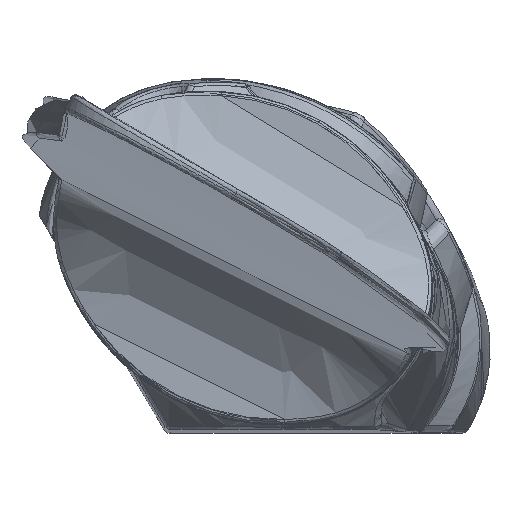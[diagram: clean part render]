
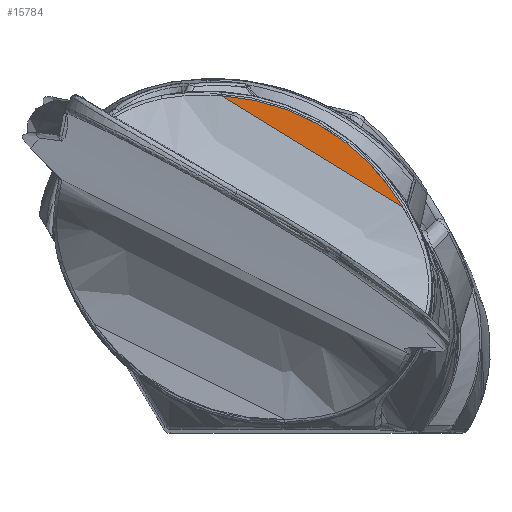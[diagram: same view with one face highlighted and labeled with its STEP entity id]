
A CAD part, top view. The second image highlights one B-rep face of the part: STEP entity #15784.
In plain terms, the highlighted face is planar.
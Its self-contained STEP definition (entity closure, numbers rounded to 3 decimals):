
#2 = VERTEX_POINT ( 'NONE', #19717 ) ;
#642 = CARTESIAN_POINT ( 'NONE',  ( 5.814, 4.349, 1. ) ) ;
#861 = FACE_OUTER_BOUND ( 'NONE', #10838, .T. ) ;
#967 = CARTESIAN_POINT ( 'NONE',  ( 1.641, -1.375, 1. ) ) ;
#1073 = DIRECTION ( 'NONE',  ( 1., 0., 0. ) ) ;
#1724 = EDGE_CURVE ( 'NONE', #9653, #2, #20607, .T. ) ;
#3066 = AXIS2_PLACEMENT_3D ( 'NONE', #11539, #8225, #21335 ) ;
#4033 = CARTESIAN_POINT ( 'NONE',  ( 5.617, -0.254, 1. ) ) ;
#4136 = CIRCLE ( 'NONE', #17858, 10.081 ) ;
#4247 = CARTESIAN_POINT ( 'NONE',  ( 5.479, -3.49, 1. ) ) ;
#4395 = ORIENTED_EDGE ( 'NONE', *, *, #16433, .T. ) ;
#5398 = CARTESIAN_POINT ( 'NONE',  ( 5.814, 4.349, 1. ) ) ;
#6913 = CIRCLE ( 'NONE', #3066, 10.081 ) ;
#7148 = DIRECTION ( 'NONE',  ( 1., 0., 0. ) ) ;
#7554 = DIRECTION ( 'NONE',  ( 0., 0., 1. ) ) ;
#8225 = DIRECTION ( 'NONE',  ( 0., 0., 1. ) ) ;
#9118 = CARTESIAN_POINT ( 'NONE',  ( 5.41, -5.108, 1. ) ) ;
#9653 = VERTEX_POINT ( 'NONE', #5398 ) ;
#10762 = CARTESIAN_POINT ( 'NONE',  ( 5.548, -1.872, 1. ) ) ;
#10838 = EDGE_LOOP ( 'NONE', ( #19870, #16589, #4395 ) ) ;
#11539 = CARTESIAN_POINT ( 'NONE',  ( -3.281, 0., 1. ) ) ;
#13054 = EDGE_CURVE ( 'NONE', #2, #13109, #6913, .T. ) ;
#13109 = VERTEX_POINT ( 'NONE', #20024 ) ;
#14213 = DIRECTION ( 'NONE',  ( 0., 0., 1. ) ) ;
#15784 = ADVANCED_FACE ( 'NONE', ( #861 ), #16158, .T. ) ;
#16158 = PLANE ( 'NONE',  #19264 ) ;
#16433 = EDGE_CURVE ( 'NONE', #13109, #9653, #4136, .T. ) ;
#16589 = ORIENTED_EDGE ( 'NONE', *, *, #13054, .T. ) ;
#17733 = CARTESIAN_POINT ( 'NONE',  ( -3.281, 0., 1. ) ) ;
#17858 = AXIS2_PLACEMENT_3D ( 'NONE', #17733, #14213, #7148 ) ;
#19127 = CARTESIAN_POINT ( 'NONE',  ( 5.683, 1.28, 1. ) ) ;
#19264 = AXIS2_PLACEMENT_3D ( 'NONE', #967, #7554, #1073 ) ;
#19717 = CARTESIAN_POINT ( 'NONE',  ( 5.41, -5.108, 1. ) ) ;
#19870 = ORIENTED_EDGE ( 'NONE', *, *, #1724, .T. ) ;
#20024 = CARTESIAN_POINT ( 'NONE',  ( 6.8, 0., 1. ) ) ;
#20607 = B_SPLINE_CURVE_WITH_KNOTS ( 'NONE', 3,
 ( #642, #20789, #19127, #4033, #10762, #4247, #9118 ),
 .UNSPECIFIED., .F., .F.,
 ( 4, 3, 4 ),
 ( 0., 0.005, 0.01 ),
 .UNSPECIFIED. ) ;
#20789 = CARTESIAN_POINT ( 'NONE',  ( 5.748, 2.814, 1. ) ) ;
#21335 = DIRECTION ( 'NONE',  ( 1., 0., 0. ) ) ;
